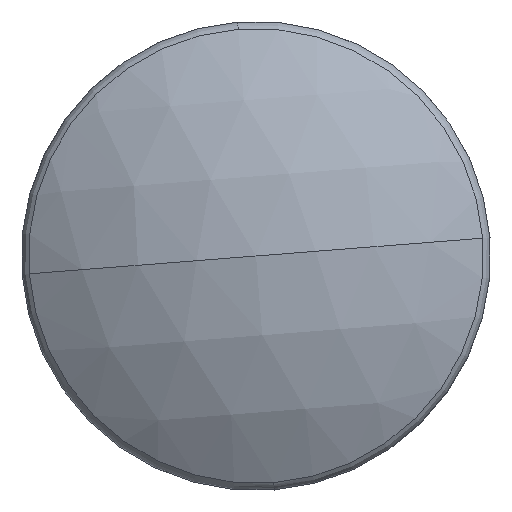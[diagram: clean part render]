
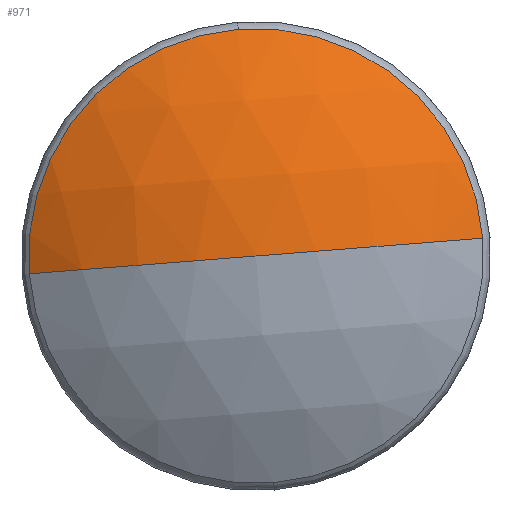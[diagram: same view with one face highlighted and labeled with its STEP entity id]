
A CAD part, front view. The second image highlights one B-rep face of the part: STEP entity #971.
In plain terms, the highlighted spherical face has radius 6.921 mm.
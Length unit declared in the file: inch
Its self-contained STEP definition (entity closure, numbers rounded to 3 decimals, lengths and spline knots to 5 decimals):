
#74 = VERTEX_POINT ( 'NONE', #298 ) ;
#76 = CARTESIAN_POINT ( 'NONE',  ( 0.1425, 0.3, 0. ) ) ;
#145 = CARTESIAN_POINT ( 'NONE',  ( -0.08801, 0.3, 0. ) ) ;
#196 = AXIS2_PLACEMENT_3D ( 'NONE', #1862, #766, #2042 ) ;
#211 = CIRCLE ( 'NONE', #1327, 0.2725 ) ;
#238 = EDGE_CURVE ( 'NONE', #2071, #1293, #1532, .T. ) ;
#249 = AXIS2_PLACEMENT_3D ( 'NONE', #2046, #591, #1681 ) ;
#258 = DIRECTION ( 'NONE',  ( 0., -1., 0. ) ) ;
#275 = ORIENTED_EDGE ( 'NONE', *, *, #1629, .F. ) ;
#297 = CARTESIAN_POINT ( 'NONE',  ( -0.08801, 0.3, 0.14533 ) ) ;
#298 = CARTESIAN_POINT ( 'NONE',  ( -0.13, 0.3, 0. ) ) ;
#337 = DIRECTION ( 'NONE',  ( 0., 0., -1. ) ) ;
#399 = CARTESIAN_POINT ( 'NONE',  ( -0.08801, 0.3, 0. ) ) ;
#537 = EDGE_CURVE ( 'NONE', #74, #1696, #211, .T. ) ;
#577 = DIRECTION ( 'NONE',  ( 0., 0., -1. ) ) ;
#591 = DIRECTION ( 'NONE',  ( 0., 0., 1. ) ) ;
#666 = SPHERICAL_SURFACE ( 'NONE', #249, 0.2725 ) ;
#766 = DIRECTION ( 'NONE',  ( 0., 0., -1. ) ) ;
#880 = AXIS2_PLACEMENT_3D ( 'NONE', #145, #1443, #337 ) ;
#971 = ADVANCED_FACE ( 'NONE', ( #1806 ), #666, .T. ) ;
#1083 = ORIENTED_EDGE ( 'NONE', *, *, #1678, .F. ) ;
#1293 = VERTEX_POINT ( 'NONE', #297 ) ;
#1324 = CARTESIAN_POINT ( 'NONE',  ( -0.08801, 0.15467, 0. ) ) ;
#1327 = AXIS2_PLACEMENT_3D ( 'NONE', #76, #1364, #258 ) ;
#1364 = DIRECTION ( 'NONE',  ( 0., 0., 1. ) ) ;
#1443 = DIRECTION ( 'NONE',  ( 1., 0., 0. ) ) ;
#1532 = CIRCLE ( 'NONE', #880, 0.14533 ) ;
#1629 = EDGE_CURVE ( 'NONE', #1293, #1696, #1793, .T. ) ;
#1664 = DIRECTION ( 'NONE',  ( 1., 0., 0. ) ) ;
#1678 = EDGE_CURVE ( 'NONE', #74, #2071, #2338, .T. ) ;
#1681 = DIRECTION ( 'NONE',  ( 0., 1., 0. ) ) ;
#1696 = VERTEX_POINT ( 'NONE', #1324 ) ;
#1793 = CIRCLE ( 'NONE', #2196, 0.14533 ) ;
#1806 = FACE_OUTER_BOUND ( 'NONE', #2048, .T. ) ;
#1862 = CARTESIAN_POINT ( 'NONE',  ( 0.1425, 0.3, 0. ) ) ;
#1911 = ORIENTED_EDGE ( 'NONE', *, *, #238, .F. ) ;
#2042 = DIRECTION ( 'NONE',  ( -1., 0., 0. ) ) ;
#2046 = CARTESIAN_POINT ( 'NONE',  ( 0.1425, 0.3, 0. ) ) ;
#2048 = EDGE_LOOP ( 'NONE', ( #1083, #2334, #275, #1911 ) ) ;
#2071 = VERTEX_POINT ( 'NONE', #2323 ) ;
#2196 = AXIS2_PLACEMENT_3D ( 'NONE', #399, #1664, #577 ) ;
#2323 = CARTESIAN_POINT ( 'NONE',  ( -0.08801, 0.44533, 0. ) ) ;
#2334 = ORIENTED_EDGE ( 'NONE', *, *, #537, .T. ) ;
#2338 = CIRCLE ( 'NONE', #196, 0.2725 ) ;
